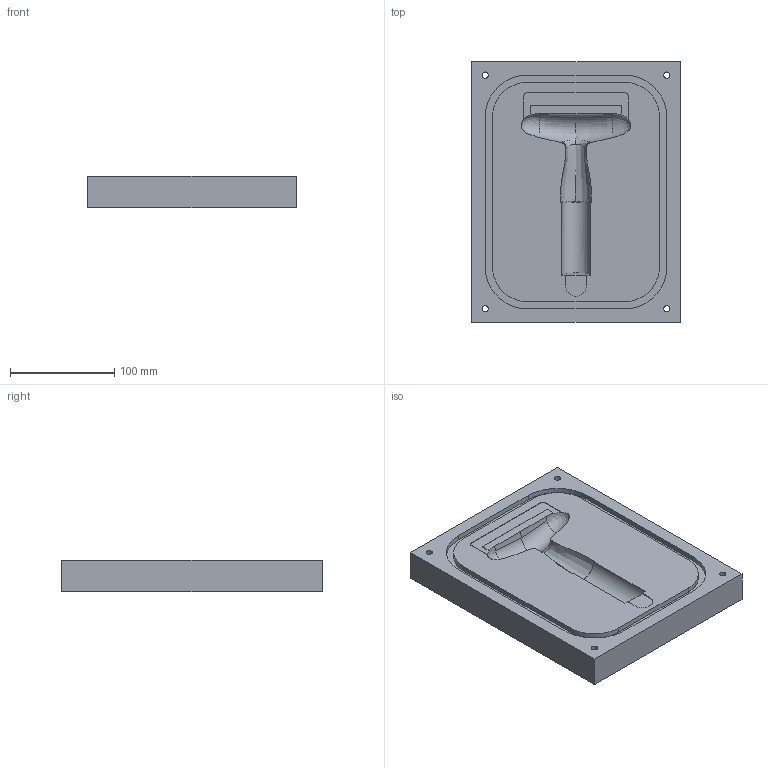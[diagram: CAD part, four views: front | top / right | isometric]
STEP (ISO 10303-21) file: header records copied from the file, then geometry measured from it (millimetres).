
FILE_DESCRIPTION (( 'STEP AP214' ), '1' );
FILE_NAME ('Moule inferieur V2.STEP', '2016-06-08T12:04:22', ( '' ), ( '' ), 'SwSTEP 2.0', 'SolidWorks 2014', '' );
FILE_SCHEMA (( 'AUTOMOTIVE_DESIGN' ));
Length unit declared in the file: millimetre
Products named in the file (1): Moule inferieur V2
Bounding box: 200 x 250 x 30 mm (x, y, z)
Volume: 1404185.7 mm3; surface area: 140447.5 mm2
Topology: 1 solids, 1 shells, 61 faces, 169 edges, 113 vertices
Faces by surface type: plane 29, cylinder 20, bspline 12
Entity records: 11857 total; most frequent: CARTESIAN_POINT 10299, ORIENTED_EDGE 338, DIRECTION 284, EDGE_CURVE 169, VERTEX_POINT 113, AXIS2_PLACEMENT_3D 98, LINE 88, VECTOR 88
